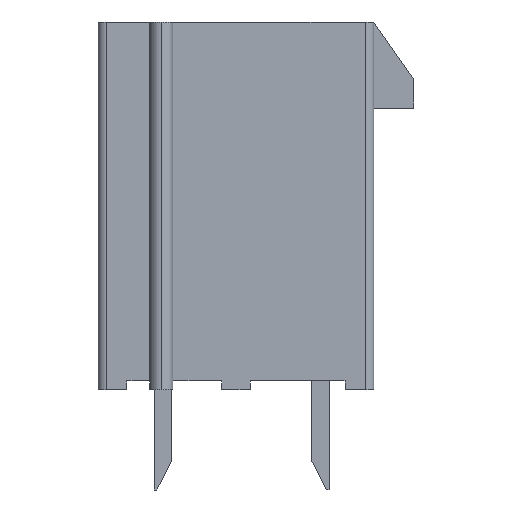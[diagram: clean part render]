
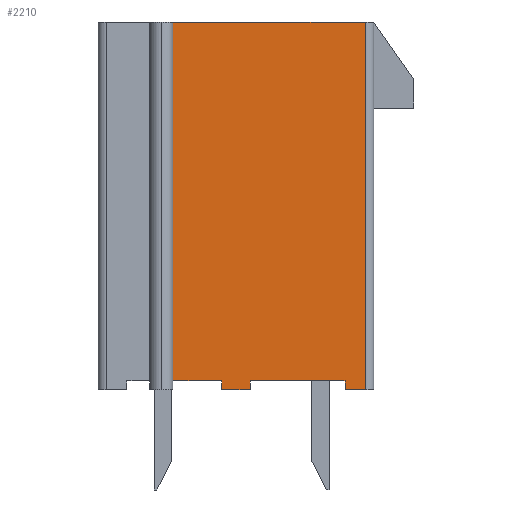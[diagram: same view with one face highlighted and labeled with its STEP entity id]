
A CAD part, left-side view. The second image highlights one B-rep face of the part: STEP entity #2210.
In plain terms, the highlighted planar face has unit normal (-1, 0, 0).
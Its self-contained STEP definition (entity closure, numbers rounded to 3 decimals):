
#698=CARTESIAN_POINT('',(-2.7,-3.6,0.));
#699=VERTEX_POINT('',#698);
#700=CARTESIAN_POINT('',(-2.7,-4.3,0.));
#701=VERTEX_POINT('',#700);
#702=CARTESIAN_POINT('',(-2.7,-3.6,0.));
#703=DIRECTION('',(0.0,-1.0,0.0));
#704=VECTOR('',#703,0.7);
#705=LINE('',#702,#704);
#706=EDGE_CURVE('',#699,#701,#705,.T.);
#748=CARTESIAN_POINT('',(-2.7,-3.6,0.3));
#749=VERTEX_POINT('',#748);
#750=CARTESIAN_POINT('',(-2.7,-3.6,0.3));
#751=DIRECTION('',(0.0,0.0,-1.0));
#752=VECTOR('',#751,0.3);
#753=LINE('',#750,#752);
#754=EDGE_CURVE('',#749,#699,#753,.T.);
#1044=CARTESIAN_POINT('',(-2.7,-0.3,0.3));
#1045=VERTEX_POINT('',#1044);
#1046=CARTESIAN_POINT('',(-2.7,-0.3,0.3));
#1047=DIRECTION('',(0.0,-1.0,0.0));
#1048=VECTOR('',#1047,3.3);
#1049=LINE('',#1046,#1048);
#1050=EDGE_CURVE('',#1045,#749,#1049,.T.);
#1124=CARTESIAN_POINT('',(-2.7,-0.3,0.));
#1125=VERTEX_POINT('',#1124);
#1126=CARTESIAN_POINT('',(-2.7,-0.3,0.));
#1127=DIRECTION('',(0.0,0.0,1.0));
#1128=VECTOR('',#1127,0.3);
#1129=LINE('',#1126,#1128);
#1130=EDGE_CURVE('',#1125,#1045,#1129,.T.);
#1165=CARTESIAN_POINT('',(-2.7,0.7,0.));
#1166=VERTEX_POINT('',#1165);
#1167=CARTESIAN_POINT('',(-2.7,0.7,0.));
#1168=DIRECTION('',(0.0,-1.0,0.0));
#1169=VECTOR('',#1168,1.0);
#1170=LINE('',#1167,#1169);
#1171=EDGE_CURVE('',#1166,#1125,#1170,.T.);
#1206=CARTESIAN_POINT('',(-2.7,0.7,0.3));
#1207=VERTEX_POINT('',#1206);
#1208=CARTESIAN_POINT('',(-2.7,0.7,0.3));
#1209=DIRECTION('',(0.0,0.0,-1.0));
#1210=VECTOR('',#1209,0.3);
#1211=LINE('',#1208,#1210);
#1212=EDGE_CURVE('',#1207,#1166,#1211,.T.);
#1247=CARTESIAN_POINT('',(-2.7,2.4,0.3));
#1248=VERTEX_POINT('',#1247);
#1249=CARTESIAN_POINT('',(-2.7,2.4,0.3));
#1250=DIRECTION('',(0.0,-1.0,0.0));
#1251=VECTOR('',#1250,1.7);
#1252=LINE('',#1249,#1251);
#1253=EDGE_CURVE('',#1248,#1207,#1252,.T.);
#1458=CARTESIAN_POINT('',(-2.7,2.4,12.8));
#1459=VERTEX_POINT('',#1458);
#1467=CARTESIAN_POINT('',(-2.7,-4.3,12.8));
#1468=VERTEX_POINT('',#1467);
#1469=CARTESIAN_POINT('',(-2.7,-4.3,12.8));
#1470=DIRECTION('',(0.0,1.0,0.0));
#1471=VECTOR('',#1470,6.7);
#1472=LINE('',#1469,#1471);
#1473=EDGE_CURVE('',#1468,#1459,#1472,.T.);
#2183=CARTESIAN_POINT('',(-2.7,2.735,-0.64));
#2184=DIRECTION('',(-1.0,0.0,0.0));
#2185=DIRECTION('',(0.0,-1.0,0.0));
#2186=AXIS2_PLACEMENT_3D('',#2183,#2184,#2185);
#2187=PLANE('',#2186);
#2188=ORIENTED_EDGE('',*,*,#1473,.T.);
#2189=CARTESIAN_POINT('',(-2.7,2.4,12.8));
#2190=DIRECTION('',(0.0,0.0,-1.0));
#2191=VECTOR('',#2190,12.5);
#2192=LINE('',#2189,#2191);
#2193=EDGE_CURVE('',#1459,#1248,#2192,.T.);
#2194=ORIENTED_EDGE('',*,*,#2193,.T.);
#2195=ORIENTED_EDGE('',*,*,#1253,.T.);
#2196=ORIENTED_EDGE('',*,*,#1212,.T.);
#2197=ORIENTED_EDGE('',*,*,#1171,.T.);
#2198=ORIENTED_EDGE('',*,*,#1130,.T.);
#2199=ORIENTED_EDGE('',*,*,#1050,.T.);
#2200=ORIENTED_EDGE('',*,*,#754,.T.);
#2201=ORIENTED_EDGE('',*,*,#706,.T.);
#2202=CARTESIAN_POINT('',(-2.7,-4.3,0.));
#2203=DIRECTION('',(0.0,0.0,1.0));
#2204=VECTOR('',#2203,12.8);
#2205=LINE('',#2202,#2204);
#2206=EDGE_CURVE('',#701,#1468,#2205,.T.);
#2207=ORIENTED_EDGE('',*,*,#2206,.T.);
#2208=EDGE_LOOP('',(#2188,#2194,#2195,#2196,#2197,#2198,#2199,#2200,#2201,#2207));
#2209=FACE_OUTER_BOUND('',#2208,.T.);
#2210=ADVANCED_FACE('',(#2209),#2187,.T.);
